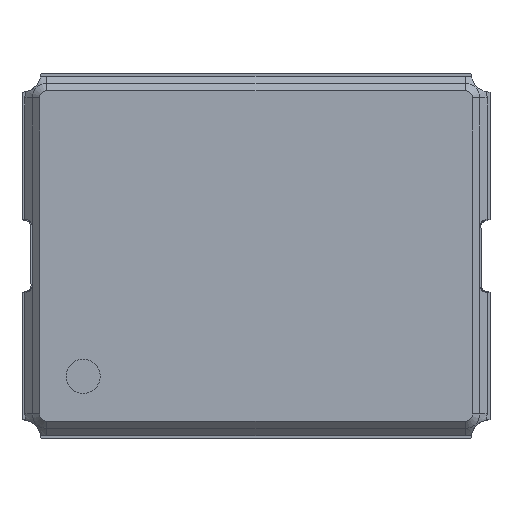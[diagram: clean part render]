
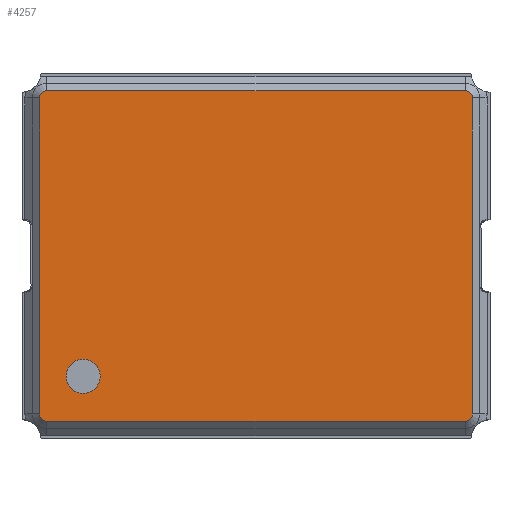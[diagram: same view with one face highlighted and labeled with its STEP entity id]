
A CAD part, top view. The second image highlights one B-rep face of the part: STEP entity #4257.
In plain terms, the highlighted planar face has unit normal (0, 0, 1).
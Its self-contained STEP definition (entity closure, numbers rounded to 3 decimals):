
#37 = EDGE_CURVE ( 'NONE', #195, #4490, #4494, .T. ) ;
#114 = DIRECTION ( 'NONE',  ( 1., 0., 0. ) ) ;
#189 = AXIS2_PLACEMENT_3D ( 'NONE', #3546, #5176, #3080 ) ;
#195 = VERTEX_POINT ( 'NONE', #4476 ) ;
#212 = DIRECTION ( 'NONE',  ( 1., 0., 0. ) ) ;
#462 = EDGE_CURVE ( 'NONE', #6028, #5239, #4400, .T. ) ;
#851 = CARTESIAN_POINT ( 'NONE',  ( -1.43, 1.13, 0.83 ) ) ;
#938 = DIRECTION ( 'NONE',  ( 0., 0., 1. ) ) ;
#953 = EDGE_CURVE ( 'NONE', #1513, #6028, #2705, .T. ) ;
#959 = ORIENTED_EDGE ( 'NONE', *, *, #5201, .T. ) ;
#1130 = AXIS2_PLACEMENT_3D ( 'NONE', #6643, #1314, #212 ) ;
#1281 = DIRECTION ( 'NONE',  ( 1., 0., 0. ) ) ;
#1285 = ORIENTED_EDGE ( 'NONE', *, *, #2305, .F. ) ;
#1314 = DIRECTION ( 'NONE',  ( 0., 0., 1. ) ) ;
#1393 = CARTESIAN_POINT ( 'NONE',  ( -1.43, 1.13, 0.83 ) ) ;
#1480 = ORIENTED_EDGE ( 'NONE', *, *, #37, .T. ) ;
#1513 = VERTEX_POINT ( 'NONE', #5464 ) ;
#1520 = DIRECTION ( 'NONE',  ( 1., 0., 0. ) ) ;
#1574 = EDGE_LOOP ( 'NONE', ( #4698, #959, #1480, #4679, #4219, #2454, #4163, #4043 ) ) ;
#1601 = LINE ( 'NONE', #1921, #3988 ) ;
#1720 = VERTEX_POINT ( 'NONE', #4571 ) ;
#1921 = CARTESIAN_POINT ( 'NONE',  ( 1.48, 1.08, 0.83 ) ) ;
#1978 = DIRECTION ( 'NONE',  ( 0., 0., 1. ) ) ;
#2292 = FACE_OUTER_BOUND ( 'NONE', #1574, .T. ) ;
#2301 = CARTESIAN_POINT ( 'NONE',  ( -1.48, -1.08, 0.83 ) ) ;
#2305 = EDGE_CURVE ( 'NONE', #1720, #4968, #3473, .T. ) ;
#2454 = ORIENTED_EDGE ( 'NONE', *, *, #4897, .T. ) ;
#2630 = DIRECTION ( 'NONE',  ( 0., 0., 1. ) ) ;
#2659 = CARTESIAN_POINT ( 'NONE',  ( -1.48, 1.08, 0.83 ) ) ;
#2690 = CIRCLE ( 'NONE', #3387, 0.05 ) ;
#2705 = LINE ( 'NONE', #3851, #6830 ) ;
#2797 = CARTESIAN_POINT ( 'NONE',  ( 1.43, 1.08, 0.83 ) ) ;
#2967 = PLANE ( 'NONE',  #1130 ) ;
#3022 = AXIS2_PLACEMENT_3D ( 'NONE', #3808, #6379, #1520 ) ;
#3080 = DIRECTION ( 'NONE',  ( 1., 0., 0. ) ) ;
#3086 = DIRECTION ( 'NONE',  ( 0., 1., 0. ) ) ;
#3089 = AXIS2_PLACEMENT_3D ( 'NONE', #6021, #5410, #114 ) ;
#3106 = ORIENTED_EDGE ( 'NONE', *, *, #6735, .F. ) ;
#3200 = CARTESIAN_POINT ( 'NONE',  ( -1.43, -1.08, 0.83 ) ) ;
#3238 = CARTESIAN_POINT ( 'NONE',  ( -1.48, -1.08, 0.83 ) ) ;
#3282 = DIRECTION ( 'NONE',  ( 0., -1., 0. ) ) ;
#3327 = VECTOR ( 'NONE', #6813, 1000. ) ;
#3387 = AXIS2_PLACEMENT_3D ( 'NONE', #3200, #2630, #6927 ) ;
#3396 = CARTESIAN_POINT ( 'NONE',  ( -1.066, -0.824, 0.83 ) ) ;
#3473 = CIRCLE ( 'NONE', #189, 0.117 ) ;
#3546 = CARTESIAN_POINT ( 'NONE',  ( -1.182, -0.824, 0.83 ) ) ;
#3602 = FACE_BOUND ( 'NONE', #4708, .T. ) ;
#3808 = CARTESIAN_POINT ( 'NONE',  ( 1.43, -1.08, 0.83 ) ) ;
#3851 = CARTESIAN_POINT ( 'NONE',  ( 1.43, -1.13, 0.83 ) ) ;
#3946 = CARTESIAN_POINT ( 'NONE',  ( 1.43, -1.13, 0.83 ) ) ;
#3948 = CIRCLE ( 'NONE', #3089, 0.117 ) ;
#3988 = VECTOR ( 'NONE', #3086, 1000. ) ;
#4043 = ORIENTED_EDGE ( 'NONE', *, *, #953, .T. ) ;
#4163 = ORIENTED_EDGE ( 'NONE', *, *, #5771, .T. ) ;
#4169 = DIRECTION ( 'NONE',  ( 1., 0., 0. ) ) ;
#4219 = ORIENTED_EDGE ( 'NONE', *, *, #6862, .T. ) ;
#4257 = ADVANCED_FACE ( 'NONE', ( #2292, #3602 ), #2967, .T. ) ;
#4399 = LINE ( 'NONE', #1393, #3327 ) ;
#4400 = CIRCLE ( 'NONE', #3022, 0.05 ) ;
#4440 = AXIS2_PLACEMENT_3D ( 'NONE', #2797, #938, #5850 ) ;
#4476 = CARTESIAN_POINT ( 'NONE',  ( 1.48, 1.08, 0.83 ) ) ;
#4490 = VERTEX_POINT ( 'NONE', #6354 ) ;
#4494 = CIRCLE ( 'NONE', #4440, 0.05 ) ;
#4528 = CIRCLE ( 'NONE', #6499, 0.05 ) ;
#4571 = CARTESIAN_POINT ( 'NONE',  ( -1.299, -0.824, 0.83 ) ) ;
#4655 = EDGE_CURVE ( 'NONE', #4490, #6928, #4399, .T. ) ;
#4679 = ORIENTED_EDGE ( 'NONE', *, *, #4655, .T. ) ;
#4698 = ORIENTED_EDGE ( 'NONE', *, *, #462, .T. ) ;
#4708 = EDGE_LOOP ( 'NONE', ( #3106, #1285 ) ) ;
#4739 = LINE ( 'NONE', #3238, #5954 ) ;
#4897 = EDGE_CURVE ( 'NONE', #5938, #4983, #4739, .T. ) ;
#4968 = VERTEX_POINT ( 'NONE', #3396 ) ;
#4983 = VERTEX_POINT ( 'NONE', #2301 ) ;
#5176 = DIRECTION ( 'NONE',  ( 0., 0., 1. ) ) ;
#5201 = EDGE_CURVE ( 'NONE', #5239, #195, #1601, .T. ) ;
#5239 = VERTEX_POINT ( 'NONE', #5258 ) ;
#5258 = CARTESIAN_POINT ( 'NONE',  ( 1.48, -1.08, 0.83 ) ) ;
#5410 = DIRECTION ( 'NONE',  ( 0., 0., 1. ) ) ;
#5464 = CARTESIAN_POINT ( 'NONE',  ( -1.43, -1.13, 0.83 ) ) ;
#5707 = CARTESIAN_POINT ( 'NONE',  ( -1.43, 1.08, 0.83 ) ) ;
#5771 = EDGE_CURVE ( 'NONE', #4983, #1513, #2690, .T. ) ;
#5850 = DIRECTION ( 'NONE',  ( 1., 0., 0. ) ) ;
#5938 = VERTEX_POINT ( 'NONE', #2659 ) ;
#5954 = VECTOR ( 'NONE', #3282, 1000. ) ;
#6021 = CARTESIAN_POINT ( 'NONE',  ( -1.182, -0.824, 0.83 ) ) ;
#6028 = VERTEX_POINT ( 'NONE', #3946 ) ;
#6354 = CARTESIAN_POINT ( 'NONE',  ( 1.43, 1.13, 0.83 ) ) ;
#6379 = DIRECTION ( 'NONE',  ( 0., 0., 1. ) ) ;
#6499 = AXIS2_PLACEMENT_3D ( 'NONE', #5707, #1978, #4169 ) ;
#6643 = CARTESIAN_POINT ( 'NONE',  ( 1.43, 1.08, 0.83 ) ) ;
#6735 = EDGE_CURVE ( 'NONE', #4968, #1720, #3948, .T. ) ;
#6813 = DIRECTION ( 'NONE',  ( -1., 0., 0. ) ) ;
#6830 = VECTOR ( 'NONE', #1281, 1000. ) ;
#6862 = EDGE_CURVE ( 'NONE', #6928, #5938, #4528, .T. ) ;
#6927 = DIRECTION ( 'NONE',  ( 1., 0., 0. ) ) ;
#6928 = VERTEX_POINT ( 'NONE', #851 ) ;
